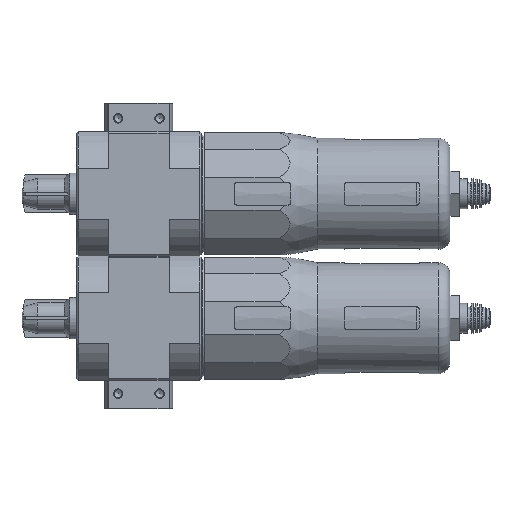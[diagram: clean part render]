
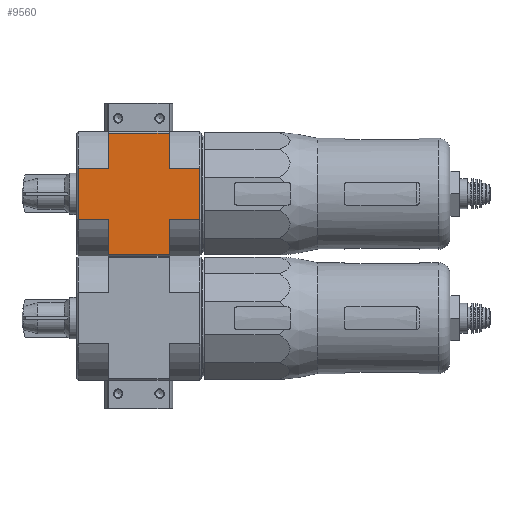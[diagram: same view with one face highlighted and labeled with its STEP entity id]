
A CAD part, left-side view. The second image highlights one B-rep face of the part: STEP entity #9560.
In plain terms, the highlighted face is planar.
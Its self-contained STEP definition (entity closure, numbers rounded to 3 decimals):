
#1956=ORIENTED_EDGE('',*,*,#4346,.T.);
#1957=ORIENTED_EDGE('',*,*,#4347,.F.);
#1958=ORIENTED_EDGE('',*,*,#4348,.T.);
#1959=ORIENTED_EDGE('',*,*,#4349,.F.);
#1960=ORIENTED_EDGE('',*,*,#4296,.T.);
#1961=ORIENTED_EDGE('',*,*,#4350,.T.);
#1962=ORIENTED_EDGE('',*,*,#4351,.F.);
#1963=ORIENTED_EDGE('',*,*,#4352,.T.);
#1964=ORIENTED_EDGE('',*,*,#4353,.F.);
#1965=ORIENTED_EDGE('',*,*,#4354,.T.);
#1966=ORIENTED_EDGE('',*,*,#4298,.F.);
#1967=ORIENTED_EDGE('',*,*,#4355,.F.);
#4296=EDGE_CURVE('',#5548,#5550,#6435,.T.);
#4298=EDGE_CURVE('',#5551,#5553,#6437,.T.);
#4346=EDGE_CURVE('',#5594,#5595,#6474,.F.);
#4347=EDGE_CURVE('',#5596,#5595,#6475,.T.);
#4348=EDGE_CURVE('',#5596,#5597,#6476,.T.);
#4349=EDGE_CURVE('',#5548,#5597,#6477,.T.);
#4350=EDGE_CURVE('',#5550,#5598,#6478,.T.);
#4351=EDGE_CURVE('',#5599,#5598,#6479,.T.);
#4352=EDGE_CURVE('',#5599,#5600,#6480,.T.);
#4353=EDGE_CURVE('',#5601,#5600,#6481,.F.);
#4354=EDGE_CURVE('',#5601,#5553,#6482,.T.);
#4355=EDGE_CURVE('',#5594,#5551,#6483,.T.);
#5548=VERTEX_POINT('',#18078);
#5550=VERTEX_POINT('',#18082);
#5551=VERTEX_POINT('',#18086);
#5553=VERTEX_POINT('',#18089);
#5594=VERTEX_POINT('',#18183);
#5595=VERTEX_POINT('',#18184);
#5596=VERTEX_POINT('',#18186);
#5597=VERTEX_POINT('',#18188);
#5598=VERTEX_POINT('',#18191);
#5599=VERTEX_POINT('',#18193);
#5600=VERTEX_POINT('',#18195);
#5601=VERTEX_POINT('',#18197);
#6435=LINE('',#18083,#7023);
#6437=LINE('',#18088,#7025);
#6474=LINE('',#18182,#7062);
#6475=LINE('',#18185,#7063);
#6476=LINE('',#18187,#7064);
#6477=LINE('',#18189,#7065);
#6478=LINE('',#18190,#7066);
#6479=LINE('',#18192,#7067);
#6480=LINE('',#18194,#7068);
#6481=LINE('',#18196,#7069);
#6482=LINE('',#18198,#7070);
#6483=LINE('',#18199,#7071);
#7023=VECTOR('',#15205,1000.);
#7025=VECTOR('',#15209,1000.);
#7062=VECTOR('',#15278,1000.);
#7063=VECTOR('',#15279,1000.);
#7064=VECTOR('',#15280,1000.);
#7065=VECTOR('',#15281,1000.);
#7066=VECTOR('',#15282,1000.);
#7067=VECTOR('',#15283,1000.);
#7068=VECTOR('',#15284,1000.);
#7069=VECTOR('',#15285,1000.);
#7070=VECTOR('',#15286,1000.);
#7071=VECTOR('',#15287,1000.);
#7643=EDGE_LOOP('',(#1956,#1957,#1958,#1959,#1960,#1961,#1962,#1963,#1964,
#1965,#1966,#1967));
#8492=FACE_BOUND('',#7643,.T.);
#9193=PLANE('',#13610);
#9560=ADVANCED_FACE('',(#8492),#9193,.F.);
#13610=AXIS2_PLACEMENT_3D('',#18181,#15276,#15277);
#15205=DIRECTION('',(0.,-1.,0.));
#15209=DIRECTION('',(0.,-1.,0.));
#15276=DIRECTION('',(0.,0.,1.));
#15277=DIRECTION('',(1.,0.,0.));
#15278=DIRECTION('',(0.,-1.,0.));
#15279=DIRECTION('',(-1.,0.,0.));
#15280=DIRECTION('',(0.,-1.,0.));
#15281=DIRECTION('',(-1.,0.,0.));
#15282=DIRECTION('',(-1.,0.,0.));
#15283=DIRECTION('',(0.,1.,0.));
#15284=DIRECTION('',(-1.,0.,0.));
#15285=DIRECTION('',(0.,1.,0.));
#15286=DIRECTION('',(-1.,0.,0.));
#15287=DIRECTION('',(-1.,0.,0.));
#18078=CARTESIAN_POINT('',(32.2,16.,-33.));
#18082=CARTESIAN_POINT('',(32.2,-16.,-33.));
#18083=CARTESIAN_POINT('',(32.2,33.,-33.));
#18086=CARTESIAN_POINT('',(-32.2,16.,-33.));
#18088=CARTESIAN_POINT('',(-32.2,33.,-33.));
#18089=CARTESIAN_POINT('',(-32.2,-16.,-33.));
#18181=CARTESIAN_POINT('',(32.2,33.,-33.));
#18182=CARTESIAN_POINT('',(-13.619,36.,-33.));
#18183=CARTESIAN_POINT('',(-13.619,16.,-33.));
#18184=CARTESIAN_POINT('',(-13.619,32.2,-33.));
#18185=CARTESIAN_POINT('',(33.,32.2,-33.));
#18186=CARTESIAN_POINT('',(13.619,32.2,-33.));
#18187=CARTESIAN_POINT('',(13.619,36.,-33.));
#18188=CARTESIAN_POINT('',(13.619,16.,-33.));
#18189=CARTESIAN_POINT('',(32.2,16.,-33.));
#18190=CARTESIAN_POINT('',(32.2,-16.,-33.));
#18191=CARTESIAN_POINT('',(13.619,-16.,-33.));
#18192=CARTESIAN_POINT('',(13.619,-36.,-33.));
#18193=CARTESIAN_POINT('',(13.619,-32.2,-33.));
#18194=CARTESIAN_POINT('',(33.,-32.2,-33.));
#18195=CARTESIAN_POINT('',(-13.619,-32.2,-33.));
#18196=CARTESIAN_POINT('',(-13.619,-36.,-33.));
#18197=CARTESIAN_POINT('',(-13.619,-16.,-33.));
#18198=CARTESIAN_POINT('',(32.2,-16.,-33.));
#18199=CARTESIAN_POINT('',(32.2,16.,-33.));
